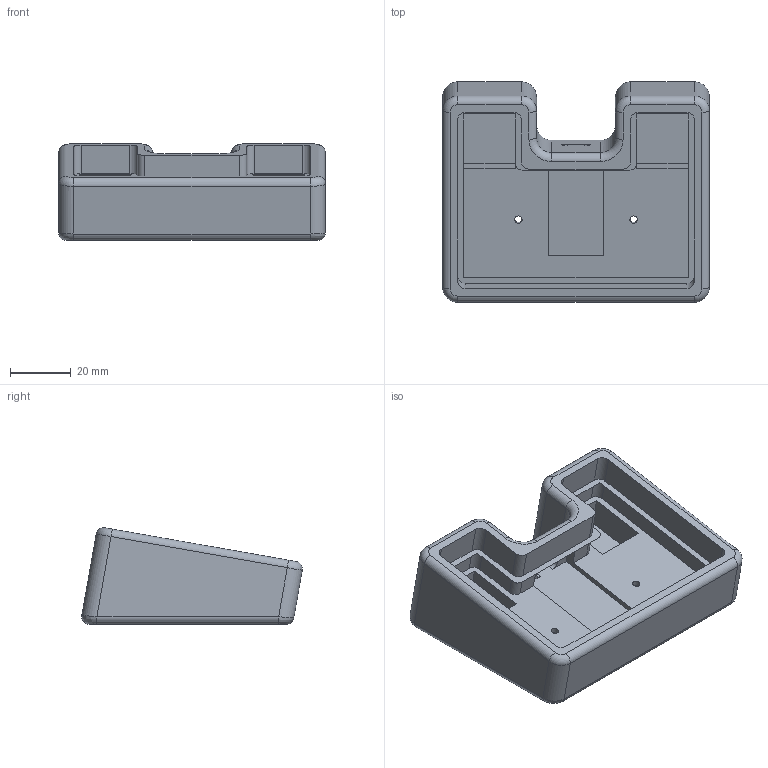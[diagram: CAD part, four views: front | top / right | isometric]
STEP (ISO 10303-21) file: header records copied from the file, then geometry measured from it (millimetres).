
FILE_DESCRIPTION(('HOOPS Exchange Step'),'2;1');
FILE_NAME('temp_export','2024-01-19T02:46:44-05:00',('me'),('Shapr3D Limited'),'HOOPS Exchange 2023.2','Shapr3D','Authorized');
FILE_SCHEMA( ('AUTOMOTIVE_DESIGN { 1 0 10303 214 1 1 1 1 }') );
Length unit declared in the file: millimetre
Products named in the file (1): Case
Bounding box: 88.2 x 72.92 x 31.9 mm (x, y, z)
Volume: 68919.9 mm3; surface area: 27594.6 mm2
Topology: 1 solids, 1 shells, 128 faces, 337 edges, 214 vertices
Faces by surface type: plane 56, cylinder 46, cone 10, torus 8, bspline 8
Full cylindrical faces by diameter (mm): 2.45 x2, 5 x2
Entity records: 5481 total; most frequent: CARTESIAN_POINT 2202, DIRECTION 707, ORIENTED_EDGE 674, EDGE_CURVE 337, AXIS2_PLACEMENT_3D 255, VERTEX_POINT 214, VECTOR 197, LINE 197
